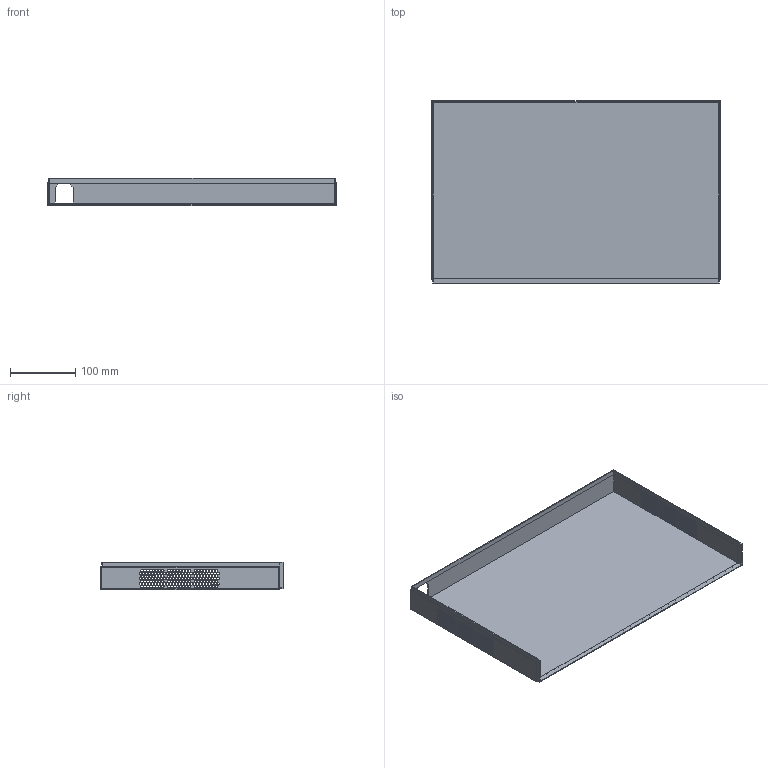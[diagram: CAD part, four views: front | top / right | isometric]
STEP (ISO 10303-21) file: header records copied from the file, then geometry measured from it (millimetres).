
FILE_DESCRIPTION(('FreeCAD Model'),'2;1');
FILE_NAME('Open CASCADE Shape Model','2026-02-17T17:46:17',(''),(''), 'Open CASCADE STEP processor 7.6','FreeCAD','Unknown');
FILE_SCHEMA(('AUTOMOTIVE_DESIGN { 1 0 10303 214 1 1 1 1 }'));
Length unit declared in the file: millimetre
Products named in the file (1): Da Box
Bounding box: 440 x 278.5 x 42.16 mm (x, y, z)
Volume: 239726.3 mm3; surface area: 328733.9 mm2
Topology: 1 solids, 1 shells, 386 faces, 1148 edges, 764 vertices
Faces by surface type: cylinder 354, plane 32
Full cylindrical faces by diameter (mm): 4 x354
Entity records: 30217 total; most frequent: CARTESIAN_POINT 5705, DIRECTION 4701, ORIENTED_EDGE 2296, PCURVE 2296, DEFINITIONAL_REPRESENTATION 2296, LINE 1980, VECTOR 1980, CIRCLE 1239
